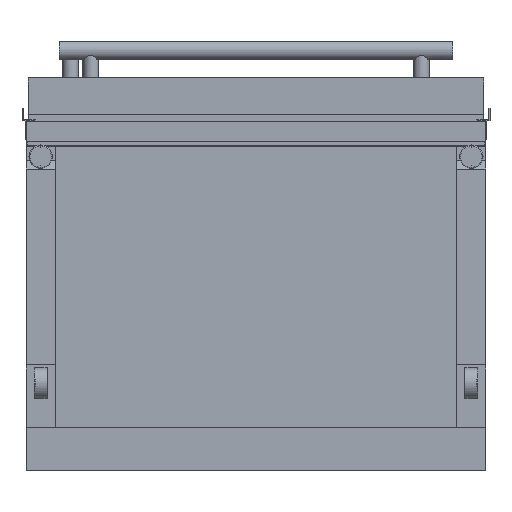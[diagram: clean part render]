
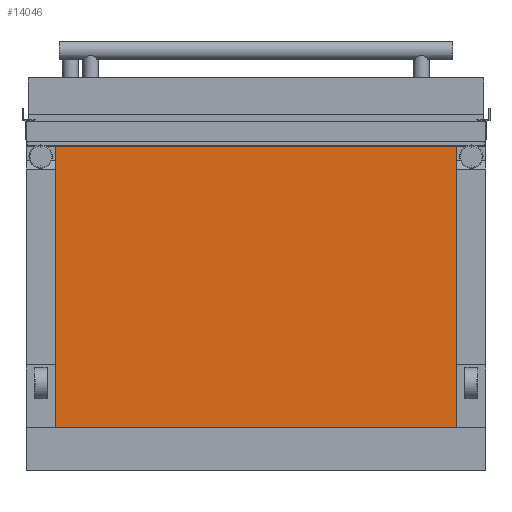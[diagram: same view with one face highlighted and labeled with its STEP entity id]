
A CAD part, front view. The second image highlights one B-rep face of the part: STEP entity #14046.
In plain terms, the highlighted planar face has unit normal (0, -1, 0).
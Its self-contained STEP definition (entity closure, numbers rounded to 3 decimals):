
#10 = EDGE_CURVE ( 'NONE', #3526, #11926, #7234, .T. ) ;
#554 = ORIENTED_EDGE ( 'NONE', *, *, #8205, .T. ) ;
#1411 = VECTOR ( 'NONE', #17101, 1000. ) ;
#2315 = DIRECTION ( 'NONE',  ( 0., 0., 1. ) ) ;
#2382 = DIRECTION ( 'NONE',  ( -1., 0., 0. ) ) ;
#2659 = VECTOR ( 'NONE', #15258, 1000. ) ;
#3238 = FACE_OUTER_BOUND ( 'NONE', #12123, .T. ) ;
#3526 = VERTEX_POINT ( 'NONE', #19842 ) ;
#3786 = PLANE ( 'NONE',  #16632 ) ;
#4310 = LINE ( 'NONE', #4678, #1411 ) ;
#4678 = CARTESIAN_POINT ( 'NONE',  ( -321., -928.35, 240. ) ) ;
#5727 = EDGE_CURVE ( 'NONE', #10516, #12261, #12556, .T. ) ;
#6375 = ORIENTED_EDGE ( 'NONE', *, *, #10, .F. ) ;
#7234 = LINE ( 'NONE', #18516, #2659 ) ;
#8205 = EDGE_CURVE ( 'NONE', #12261, #11926, #4310, .T. ) ;
#8489 = VECTOR ( 'NONE', #10423, 1000. ) ;
#8948 = ORIENTED_EDGE ( 'NONE', *, *, #5727, .T. ) ;
#9274 = CARTESIAN_POINT ( 'NONE',  ( -321., -928.35, 240. ) ) ;
#10423 = DIRECTION ( 'NONE',  ( 0., 0., 1. ) ) ;
#10516 = VERTEX_POINT ( 'NONE', #17371 ) ;
#11158 = EDGE_CURVE ( 'NONE', #10516, #3526, #18362, .T. ) ;
#11643 = CARTESIAN_POINT ( 'NONE',  ( -321., -928.35, -280. ) ) ;
#11926 = VERTEX_POINT ( 'NONE', #9274 ) ;
#12123 = EDGE_LOOP ( 'NONE', ( #8948, #554, #6375, #16908 ) ) ;
#12261 = VERTEX_POINT ( 'NONE', #17211 ) ;
#12556 = LINE ( 'NONE', #19681, #8489 ) ;
#14046 = ADVANCED_FACE ( 'NONE', ( #3238 ), #3786, .F. ) ;
#15258 = DIRECTION ( 'NONE',  ( 0., 0., 1. ) ) ;
#16389 = DIRECTION ( 'NONE',  ( 0., 1., 0. ) ) ;
#16632 = AXIS2_PLACEMENT_3D ( 'NONE', #11643, #16389, #2315 ) ;
#16908 = ORIENTED_EDGE ( 'NONE', *, *, #11158, .F. ) ;
#17101 = DIRECTION ( 'NONE',  ( -1., 0., 0. ) ) ;
#17174 = VECTOR ( 'NONE', #2382, 1000. ) ;
#17211 = CARTESIAN_POINT ( 'NONE',  ( 321., -928.35, 240. ) ) ;
#17371 = CARTESIAN_POINT ( 'NONE',  ( 321., -928.35, -210.4 ) ) ;
#18362 = LINE ( 'NONE', #19504, #17174 ) ;
#18516 = CARTESIAN_POINT ( 'NONE',  ( -321., -928.35, -280. ) ) ;
#19504 = CARTESIAN_POINT ( 'NONE',  ( -368., -928.35, -210.4 ) ) ;
#19681 = CARTESIAN_POINT ( 'NONE',  ( 321., -928.35, -280. ) ) ;
#19842 = CARTESIAN_POINT ( 'NONE',  ( -321., -928.35, -210.4 ) ) ;
